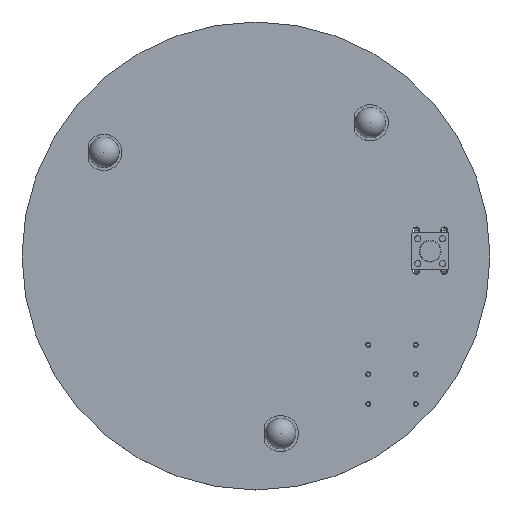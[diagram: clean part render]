
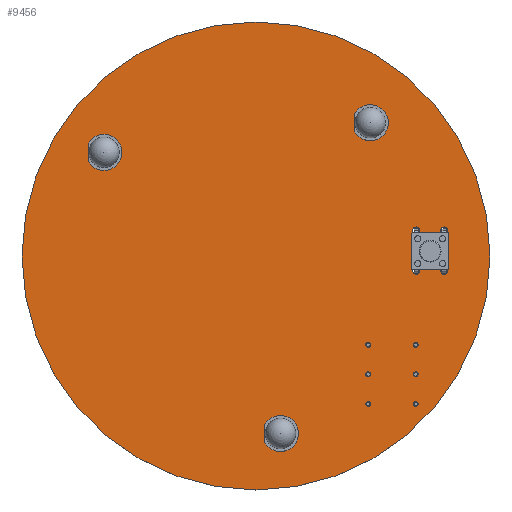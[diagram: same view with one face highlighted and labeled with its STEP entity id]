
A CAD part, top view. The second image highlights one B-rep face of the part: STEP entity #9456.
In plain terms, the highlighted planar face has unit normal (0, 0, 1).
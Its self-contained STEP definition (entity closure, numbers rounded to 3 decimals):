
#9245 = VERTEX_POINT('',#9246);
#9246 = CARTESIAN_POINT('',(161.027,-66.675,1.6));
#9252 = EDGE_CURVE('',#9245,#9245,#9253,.T.);
#9253 = CIRCLE('',#9254,37.651);
#9254 = AXIS2_PLACEMENT_3D('',#9255,#9256,#9257);
#9255 = CARTESIAN_POINT('',(123.376,-66.675,1.6));
#9256 = DIRECTION('',(0.,0.,1.));
#9257 = DIRECTION('',(1.,0.,-0.));
#9456 = ADVANCED_FACE('',(#9457,#9460,#9471,#9482,#9493,#9504,#9515,
    #9526,#9537,#9548,#9559,#9570,#9581,#9592,#9603,#9614,#9625),#9636,
  .T.);
#9457 = FACE_BOUND('',#9458,.T.);
#9458 = EDGE_LOOP('',(#9459));
#9459 = ORIENTED_EDGE('',*,*,#9252,.T.);
#9460 = FACE_BOUND('',#9461,.T.);
#9461 = EDGE_LOOP('',(#9462));
#9462 = ORIENTED_EDGE('',*,*,#9463,.T.);
#9463 = EDGE_CURVE('',#9464,#9464,#9466,.T.);
#9464 = VERTEX_POINT('',#9465);
#9465 = CARTESIAN_POINT('',(126.048,-95.7,1.6));
#9466 = CIRCLE('',#9467,0.45);
#9467 = AXIS2_PLACEMENT_3D('',#9468,#9469,#9470);
#9468 = CARTESIAN_POINT('',(126.048,-95.25,1.6));
#9469 = DIRECTION('',(-0.,0.,-1.));
#9470 = DIRECTION('',(-0.,-1.,0.));
#9471 = FACE_BOUND('',#9472,.T.);
#9472 = EDGE_LOOP('',(#9473));
#9473 = ORIENTED_EDGE('',*,*,#9474,.T.);
#9474 = EDGE_CURVE('',#9475,#9475,#9477,.T.);
#9475 = VERTEX_POINT('',#9476);
#9476 = CARTESIAN_POINT('',(128.588,-95.7,1.6));
#9477 = CIRCLE('',#9478,0.45);
#9478 = AXIS2_PLACEMENT_3D('',#9479,#9480,#9481);
#9479 = CARTESIAN_POINT('',(128.588,-95.25,1.6));
#9480 = DIRECTION('',(-0.,0.,-1.));
#9481 = DIRECTION('',(0.,-1.,-0.));
#9482 = FACE_BOUND('',#9483,.T.);
#9483 = EDGE_LOOP('',(#9484));
#9484 = ORIENTED_EDGE('',*,*,#9485,.T.);
#9485 = EDGE_CURVE('',#9486,#9486,#9488,.T.);
#9486 = VERTEX_POINT('',#9487);
#9487 = CARTESIAN_POINT('',(141.446,-90.888,1.6));
#9488 = CIRCLE('',#9489,0.4);
#9489 = AXIS2_PLACEMENT_3D('',#9490,#9491,#9492);
#9490 = CARTESIAN_POINT('',(141.446,-90.488,1.6));
#9491 = DIRECTION('',(-0.,0.,-1.));
#9492 = DIRECTION('',(-0.,-1.,0.));
#9493 = FACE_BOUND('',#9494,.T.);
#9494 = EDGE_LOOP('',(#9495));
#9495 = ORIENTED_EDGE('',*,*,#9496,.T.);
#9496 = EDGE_CURVE('',#9497,#9497,#9499,.T.);
#9497 = VERTEX_POINT('',#9498);
#9498 = CARTESIAN_POINT('',(149.066,-90.888,1.6));
#9499 = CIRCLE('',#9500,0.4);
#9500 = AXIS2_PLACEMENT_3D('',#9501,#9502,#9503);
#9501 = CARTESIAN_POINT('',(149.066,-90.488,1.6));
#9502 = DIRECTION('',(-0.,0.,-1.));
#9503 = DIRECTION('',(-0.,-1.,0.));
#9504 = FACE_BOUND('',#9505,.T.);
#9505 = EDGE_LOOP('',(#9506));
#9506 = ORIENTED_EDGE('',*,*,#9507,.T.);
#9507 = EDGE_CURVE('',#9508,#9508,#9510,.T.);
#9508 = VERTEX_POINT('',#9509);
#9509 = CARTESIAN_POINT('',(141.446,-86.125,1.6));
#9510 = CIRCLE('',#9511,0.4);
#9511 = AXIS2_PLACEMENT_3D('',#9512,#9513,#9514);
#9512 = CARTESIAN_POINT('',(141.446,-85.725,1.6));
#9513 = DIRECTION('',(-0.,0.,-1.));
#9514 = DIRECTION('',(-0.,-1.,0.));
#9515 = FACE_BOUND('',#9516,.T.);
#9516 = EDGE_LOOP('',(#9517));
#9517 = ORIENTED_EDGE('',*,*,#9518,.T.);
#9518 = EDGE_CURVE('',#9519,#9519,#9521,.T.);
#9519 = VERTEX_POINT('',#9520);
#9520 = CARTESIAN_POINT('',(149.066,-86.125,1.6));
#9521 = CIRCLE('',#9522,0.4);
#9522 = AXIS2_PLACEMENT_3D('',#9523,#9524,#9525);
#9523 = CARTESIAN_POINT('',(149.066,-85.725,1.6));
#9524 = DIRECTION('',(-0.,0.,-1.));
#9525 = DIRECTION('',(-0.,-1.,0.));
#9526 = FACE_BOUND('',#9527,.T.);
#9527 = EDGE_LOOP('',(#9528));
#9528 = ORIENTED_EDGE('',*,*,#9529,.T.);
#9529 = EDGE_CURVE('',#9530,#9530,#9532,.T.);
#9530 = VERTEX_POINT('',#9531);
#9531 = CARTESIAN_POINT('',(141.446,-81.363,1.6));
#9532 = CIRCLE('',#9533,0.4);
#9533 = AXIS2_PLACEMENT_3D('',#9534,#9535,#9536);
#9534 = CARTESIAN_POINT('',(141.446,-80.963,1.6));
#9535 = DIRECTION('',(-0.,0.,-1.));
#9536 = DIRECTION('',(-0.,-1.,0.));
#9537 = FACE_BOUND('',#9538,.T.);
#9538 = EDGE_LOOP('',(#9539));
#9539 = ORIENTED_EDGE('',*,*,#9540,.T.);
#9540 = EDGE_CURVE('',#9541,#9541,#9543,.T.);
#9541 = VERTEX_POINT('',#9542);
#9542 = CARTESIAN_POINT('',(149.066,-81.363,1.6));
#9543 = CIRCLE('',#9544,0.4);
#9544 = AXIS2_PLACEMENT_3D('',#9545,#9546,#9547);
#9545 = CARTESIAN_POINT('',(149.066,-80.963,1.6));
#9546 = DIRECTION('',(-0.,0.,-1.));
#9547 = DIRECTION('',(-0.,-1.,0.));
#9548 = FACE_BOUND('',#9549,.T.);
#9549 = EDGE_LOOP('',(#9550));
#9550 = ORIENTED_EDGE('',*,*,#9551,.T.);
#9551 = EDGE_CURVE('',#9552,#9552,#9554,.T.);
#9552 = VERTEX_POINT('',#9553);
#9553 = CARTESIAN_POINT('',(97.631,-50.456,1.6));
#9554 = CIRCLE('',#9555,0.45);
#9555 = AXIS2_PLACEMENT_3D('',#9556,#9557,#9558);
#9556 = CARTESIAN_POINT('',(97.631,-50.006,1.6));
#9557 = DIRECTION('',(-0.,0.,-1.));
#9558 = DIRECTION('',(-0.,-1.,0.));
#9559 = FACE_BOUND('',#9560,.T.);
#9560 = EDGE_LOOP('',(#9561));
#9561 = ORIENTED_EDGE('',*,*,#9562,.T.);
#9562 = EDGE_CURVE('',#9563,#9563,#9565,.T.);
#9563 = VERTEX_POINT('',#9564);
#9564 = CARTESIAN_POINT('',(100.171,-50.456,1.6));
#9565 = CIRCLE('',#9566,0.45);
#9566 = AXIS2_PLACEMENT_3D('',#9567,#9568,#9569);
#9567 = CARTESIAN_POINT('',(100.171,-50.006,1.6));
#9568 = DIRECTION('',(-0.,0.,-1.));
#9569 = DIRECTION('',(-0.,-1.,0.));
#9570 = FACE_BOUND('',#9571,.T.);
#9571 = EDGE_LOOP('',(#9572));
#9572 = ORIENTED_EDGE('',*,*,#9573,.T.);
#9573 = EDGE_CURVE('',#9574,#9574,#9576,.T.);
#9574 = VERTEX_POINT('',#9575);
#9575 = CARTESIAN_POINT('',(149.15,-69.606,1.6));
#9576 = CIRCLE('',#9577,0.55);
#9577 = AXIS2_PLACEMENT_3D('',#9578,#9579,#9580);
#9578 = CARTESIAN_POINT('',(149.15,-69.056,1.6));
#9579 = DIRECTION('',(-0.,0.,-1.));
#9580 = DIRECTION('',(0.,-1.,-0.));
#9581 = FACE_BOUND('',#9582,.T.);
#9582 = EDGE_LOOP('',(#9583));
#9583 = ORIENTED_EDGE('',*,*,#9584,.T.);
#9584 = EDGE_CURVE('',#9585,#9585,#9587,.T.);
#9585 = VERTEX_POINT('',#9586);
#9586 = CARTESIAN_POINT('',(153.65,-69.606,1.6));
#9587 = CIRCLE('',#9588,0.55);
#9588 = AXIS2_PLACEMENT_3D('',#9589,#9590,#9591);
#9589 = CARTESIAN_POINT('',(153.65,-69.056,1.6));
#9590 = DIRECTION('',(-0.,0.,-1.));
#9591 = DIRECTION('',(0.,-1.,-0.));
#9592 = FACE_BOUND('',#9593,.T.);
#9593 = EDGE_LOOP('',(#9594));
#9594 = ORIENTED_EDGE('',*,*,#9595,.T.);
#9595 = EDGE_CURVE('',#9596,#9596,#9598,.T.);
#9596 = VERTEX_POINT('',#9597);
#9597 = CARTESIAN_POINT('',(149.15,-63.106,1.6));
#9598 = CIRCLE('',#9599,0.55);
#9599 = AXIS2_PLACEMENT_3D('',#9600,#9601,#9602);
#9600 = CARTESIAN_POINT('',(149.15,-62.556,1.6));
#9601 = DIRECTION('',(-0.,0.,-1.));
#9602 = DIRECTION('',(0.,-1.,-0.));
#9603 = FACE_BOUND('',#9604,.T.);
#9604 = EDGE_LOOP('',(#9605));
#9605 = ORIENTED_EDGE('',*,*,#9606,.T.);
#9606 = EDGE_CURVE('',#9607,#9607,#9609,.T.);
#9607 = VERTEX_POINT('',#9608);
#9608 = CARTESIAN_POINT('',(153.65,-63.106,1.6));
#9609 = CIRCLE('',#9610,0.55);
#9610 = AXIS2_PLACEMENT_3D('',#9611,#9612,#9613);
#9611 = CARTESIAN_POINT('',(153.65,-62.556,1.6));
#9612 = DIRECTION('',(-0.,0.,-1.));
#9613 = DIRECTION('',(0.,-1.,-0.));
#9614 = FACE_BOUND('',#9615,.T.);
#9615 = EDGE_LOOP('',(#9616));
#9616 = ORIENTED_EDGE('',*,*,#9617,.T.);
#9617 = EDGE_CURVE('',#9618,#9618,#9620,.T.);
#9618 = VERTEX_POINT('',#9619);
#9619 = CARTESIAN_POINT('',(140.494,-45.694,1.6));
#9620 = CIRCLE('',#9621,0.45);
#9621 = AXIS2_PLACEMENT_3D('',#9622,#9623,#9624);
#9622 = CARTESIAN_POINT('',(140.494,-45.244,1.6));
#9623 = DIRECTION('',(-0.,0.,-1.));
#9624 = DIRECTION('',(0.,-1.,-0.));
#9625 = FACE_BOUND('',#9626,.T.);
#9626 = EDGE_LOOP('',(#9627));
#9627 = ORIENTED_EDGE('',*,*,#9628,.T.);
#9628 = EDGE_CURVE('',#9629,#9629,#9631,.T.);
#9629 = VERTEX_POINT('',#9630);
#9630 = CARTESIAN_POINT('',(143.034,-45.694,1.6));
#9631 = CIRCLE('',#9632,0.45);
#9632 = AXIS2_PLACEMENT_3D('',#9633,#9634,#9635);
#9633 = CARTESIAN_POINT('',(143.034,-45.244,1.6));
#9634 = DIRECTION('',(-0.,0.,-1.));
#9635 = DIRECTION('',(-0.,-1.,0.));
#9636 = PLANE('',#9637);
#9637 = AXIS2_PLACEMENT_3D('',#9638,#9639,#9640);
#9638 = CARTESIAN_POINT('',(0.,0.,1.6));
#9639 = DIRECTION('',(0.,0.,1.));
#9640 = DIRECTION('',(1.,0.,-0.));
